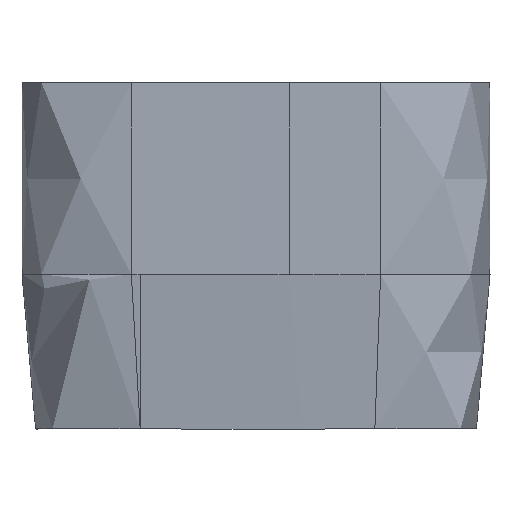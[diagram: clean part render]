
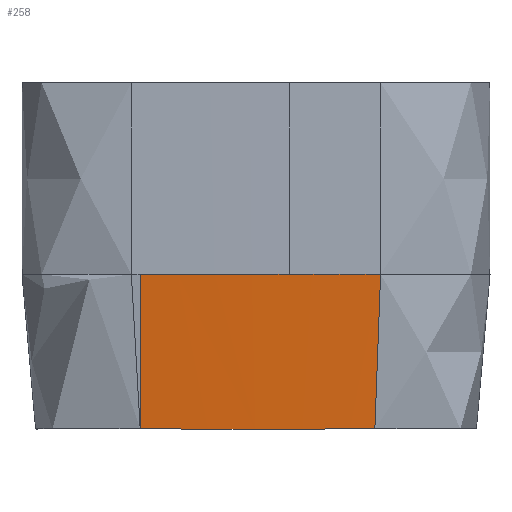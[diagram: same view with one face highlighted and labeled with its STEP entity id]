
A CAD part, left-side view. The second image highlights one B-rep face of the part: STEP entity #258.
In plain terms, the highlighted cylindrical face has radius 801.576 mm (diameter 1603.15 mm), a partial arc.
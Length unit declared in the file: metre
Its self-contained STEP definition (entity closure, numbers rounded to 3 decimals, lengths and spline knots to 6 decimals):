
#258=ADVANCED_FACE('2:14444',(#515),#516,.T.);
#515=FACE_OUTER_BOUND('',#2696,.T.);
#516=CYLINDRICAL_SURFACE('',#2697,0.801576);
#2696=EDGE_LOOP('',(#4085,#4086,#4087,#4088,#4089,#4090,#4091));
#2697=AXIS2_PLACEMENT_3D('',#4092,#4093,#4094);
#4085=ORIENTED_EDGE('',*,*,#4362,.T.);
#4086=ORIENTED_EDGE('',*,*,#4590,.T.);
#4087=ORIENTED_EDGE('',*,*,#4595,.T.);
#4088=ORIENTED_EDGE('',*,*,#4585,.T.);
#4089=ORIENTED_EDGE('',*,*,#4617,.F.);
#4090=ORIENTED_EDGE('',*,*,#4418,.T.);
#4091=ORIENTED_EDGE('',*,*,#4496,.T.);
#4092=CARTESIAN_POINT('',(0.754119,0.015418,0.125654));
#4093=DIRECTION('',(0.087,0.001,-0.996));
#4094=DIRECTION('',(-0.996,0.005,-0.087));
#4362=EDGE_CURVE('',#4652,#4653,#4654,.T.);
#4418=EDGE_CURVE('2:22626',#4752,#4749,#4753,.F.);
#4496=EDGE_CURVE('2:22626',#4749,#4652,#4866,.F.);
#4585=EDGE_CURVE('2:14696',#4973,#4974,#4975,.T.);
#4590=EDGE_CURVE('2:14708',#4653,#4982,#4983,.T.);
#4595=EDGE_CURVE('2:14720',#4982,#4973,#4989,.T.);
#4617=EDGE_CURVE('2:14765',#4752,#4974,#5011,.F.);
#4652=VERTEX_POINT('',#5082);
#4653=VERTEX_POINT('',#5083);
#4654=LINE('',#5084,#5085);
#4749=VERTEX_POINT('',#5250);
#4752=VERTEX_POINT('',#5254);
#4753=ELLIPSE('',#5255,0.804638,0.801576);
#4866=ELLIPSE('',#5558,0.804638,0.801576);
#4973=VERTEX_POINT('',#6064);
#4974=VERTEX_POINT('',#6065);
#4975=B_SPLINE_CURVE_WITH_KNOTS('',3,(#6066,#6067,#6068,#6069),.UNSPECIFIED.,.F.,.F.,(4,4),(0.,0.99993),.UNSPECIFIED.);
#4982=VERTEX_POINT('',#6081);
#4983=B_SPLINE_CURVE_WITH_KNOTS('',3,(#6082,#6083,#6084,#6085),.UNSPECIFIED.,.F.,.F.,(4,4),(0.0,1.0),.UNSPECIFIED.);
#4989=ELLIPSE('',#6096,0.801576,0.801576);
#5011=B_SPLINE_CURVE_WITH_KNOTS('',3,(#6234,#6235,#6236,#6237,#6238,#6239,#6240,#6241,#6242,#6243,#6244,#6245,#6246),.UNSPECIFIED.,.F.,.F.,(4,3,3,3,4),(-0.014013,-0.014003,-0.008188,-0.00715,-0.002373),.UNSPECIFIED.);
#5082=CARTESIAN_POINT('',(-0.045793,0.019405,0.071749));
#5083=CARTESIAN_POINT('',(-0.044734,0.019409,0.059639));
#5084=CARTESIAN_POINT('',(-0.045236,0.01941,0.065384));
#5085=VECTOR('',#6267,1.0);
#5250=CARTESIAN_POINT('',(-0.045766,0.007747,0.071749));
#5254=CARTESIAN_POINT('',(-0.045665,0.000577,0.071749));
#5255=AXIS2_PLACEMENT_3D('',#6337,#6338,#6339);
#5558=AXIS2_PLACEMENT_3D('',#6435,#6436,#6437);
#6064=CARTESIAN_POINT('',(-0.044656,0.002985,0.059639));
#6065=CARTESIAN_POINT('',(-0.044614,0.001026,0.059639));
#6066=CARTESIAN_POINT('',(-0.044647,0.002986,0.059639));
#6067=CARTESIAN_POINT('',(-0.044636,0.002334,0.059639));
#6068=CARTESIAN_POINT('',(-0.044625,0.001681,0.059639));
#6069=CARTESIAN_POINT('',(-0.044614,0.001026,0.059639));
#6081=CARTESIAN_POINT('',(-0.044739,0.017818,0.059639));
#6082=CARTESIAN_POINT('',(-0.044733,0.019409,0.059639));
#6083=CARTESIAN_POINT('',(-0.044736,0.018879,0.059639));
#6084=CARTESIAN_POINT('',(-0.044738,0.018349,0.059639));
#6085=CARTESIAN_POINT('',(-0.04474,0.017818,0.059639));
#6096=AXIS2_PLACEMENT_3D('',#6487,#6488,#6489);
#6234=CARTESIAN_POINT('',(-0.044607,0.000731,0.059624));
#6235=CARTESIAN_POINT('',(-0.044607,0.000731,0.059628));
#6236=CARTESIAN_POINT('',(-0.044608,0.000731,0.059631));
#6237=CARTESIAN_POINT('',(-0.044608,0.00073,0.059635));
#6238=CARTESIAN_POINT('',(-0.044786,0.000697,0.06168));
#6239=CARTESIAN_POINT('',(-0.044978,0.000667,0.063874));
#6240=CARTESIAN_POINT('',(-0.045149,0.000643,0.065841));
#6241=CARTESIAN_POINT('',(-0.04518,0.000639,0.066192));
#6242=CARTESIAN_POINT('',(-0.04521,0.000635,0.066535));
#6243=CARTESIAN_POINT('',(-0.04524,0.00063,0.066884));
#6244=CARTESIAN_POINT('',(-0.04538,0.000612,0.068485));
#6245=CARTESIAN_POINT('',(-0.045523,0.000594,0.070128));
#6246=CARTESIAN_POINT('',(-0.045665,0.000577,0.071749));
#6267=DIRECTION('',(0.087,0.001,-0.996));
#6337=CARTESIAN_POINT('',(0.758835,0.015464,0.071749));
#6338=DIRECTION('',(0.,0.,1.));
#6339=DIRECTION('',(-1.,-0.01,0.));
#6435=CARTESIAN_POINT('',(0.758835,0.015464,0.071749));
#6436=DIRECTION('',(0.,0.,1.));
#6437=DIRECTION('',(-1.,-0.01,0.));
#6487=CARTESIAN_POINT('',(0.753783,0.015415,0.129495));
#6488=DIRECTION('',(-0.087,0.,0.996));
#6489=DIRECTION('',(-0.006,1.,0.));
